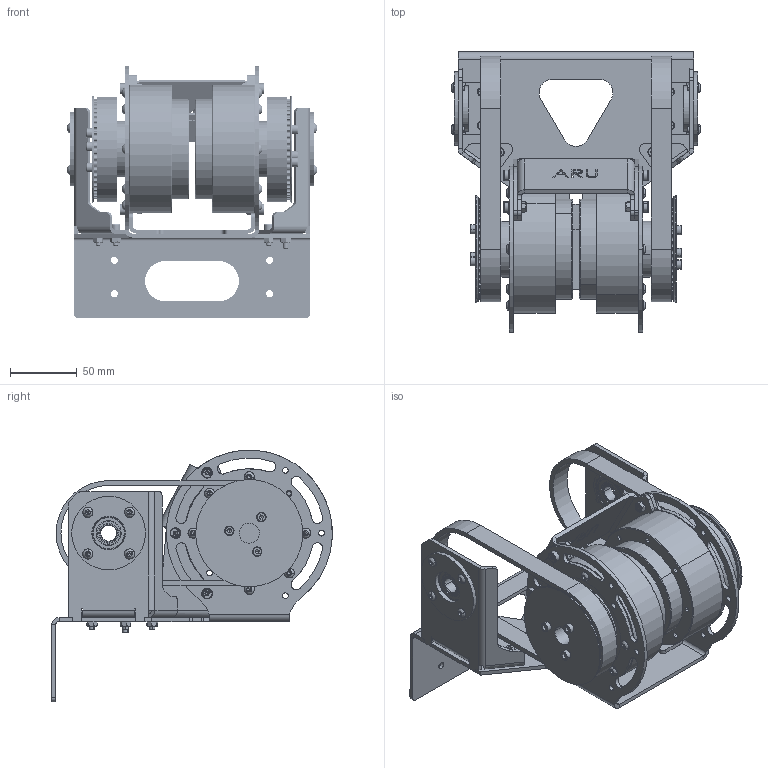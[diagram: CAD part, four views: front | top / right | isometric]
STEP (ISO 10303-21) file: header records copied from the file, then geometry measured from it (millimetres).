
FILE_DESCRIPTION (( 'STEP AP214' ), '1' );
FILE_NAME ('diff_assem_comp.STEP', '2025-06-11T12:12:01', ( '' ), ( '' ), 'SwSTEP 2.0', 'SolidWorks 2024', '' );
FILE_SCHEMA (( 'AUTOMOTIVE_DESIGN' ));
Length unit declared in the file: millimetre
Products named in the file (24): skf_bearing_6001-2rsh_2_03; skf_bearing_6001-2rsh_2_05; BLKS-SM003-diff_side_plate_shaft_right_rib; BLKS-M001-diff_shaft_bearing_seat; PT-450-5M; skf_bearing_6001-2rsh_2_04; BLKS-SM001-diff_back_plate; motor_assem; skf_bearing_6001-2rsh_2; socket head cap screw_am_B18.3.1M - 4 x 0.7 x 30 Hex SHCS -- 20NHX; diff_assem_comp; motor_shaft; socket head cap screw_am_B18.3.1M - 4 x 0.7 x 12 Hex SHCS -- 12NHX; BLKS-SM011-motor-gaurd; motor_back_case; SHS4-8_SHS4-8; BLKS-SM002-diff_side_plate_shaft_left_rib; prevailing torque hex nut_am_AM-M4-N; BLKS-SM009-Diff_rib; socket button head cap screw_am_B18.3.4M - 4 x 0.7 x 8 SBHCS --N; skf_bearing_6001-2rsh_2_01; PT-48T-5M-15W-12B (Diff motor); skf_bearing_6001-2rsh_2_02
Assembly tree (77 placements, depth 3):
  diff_assem_comp
    BLKS-SM001-diff_back_plate
    skf_bearing_6001-2rsh_2  x2
      skf_bearing_6001-2rsh_2_01
      skf_bearing_6001-2rsh_2_02
      skf_bearing_6001-2rsh_2_03
      skf_bearing_6001-2rsh_2_04
      skf_bearing_6001-2rsh_2_05
    BLKS-M001-diff_shaft_bearing_seat  x2
    motor_assem
      motor_back_case
      motor_shaft
    motor_assem
      motor_back_case
      motor_shaft
    socket head cap screw_am_B18.3.1M - 4 x 0.7 x 12 Hex SHCS -- 12NHX  x6
    socket button head cap screw_am_B18.3.4M - 4 x 0.7 x 8 SBHCS --N  x23
    prevailing torque hex nut_am_AM-M4-N  x12
    SHS4-8_SHS4-8  x6
    socket head cap screw_am_B18.3.1M - 4 x 0.7 x 30 Hex SHCS -- 20NHX  x6
    PT-48T-5M-15W-12B (Diff motor)  x2
    BLKS-SM009-Diff_rib
    BLKS-SM002-diff_side_plate_shaft_left_rib
    BLKS-SM003-diff_side_plate_shaft_right_rib
    PT-450-5M  x2
    BLKS-SM011-motor-gaurd
Bounding box: 186.4 x 209.42 x 188 mm (x, y, z)
Volume: 1037044.3 mm3; surface area: 356217.9 mm2
Topology: 78 solids, 78 shells, 4124 faces, 10457 edges, 6629 vertices
Faces by surface type: plane 1784, cylinder 1269, cone 504, bspline 279, torus 210, sphere 78
Entity records: 50658 total; most frequent: CARTESIAN_POINT 12334, DIRECTION 8186, ORIENTED_EDGE 7636, EDGE_CURVE 3818, AXIS2_PLACEMENT_3D 3094, VERTEX_POINT 2478, VECTOR 1998, LINE 1998
